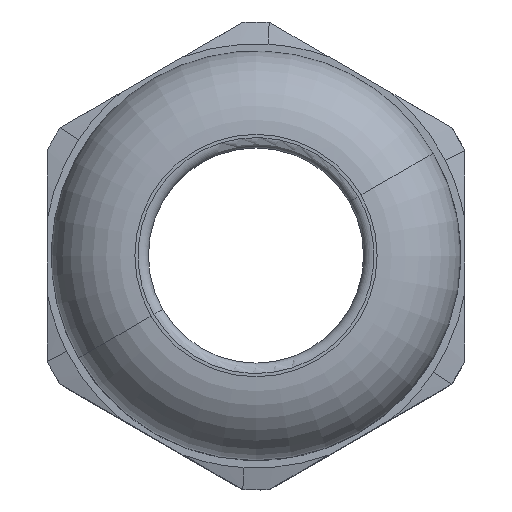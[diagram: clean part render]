
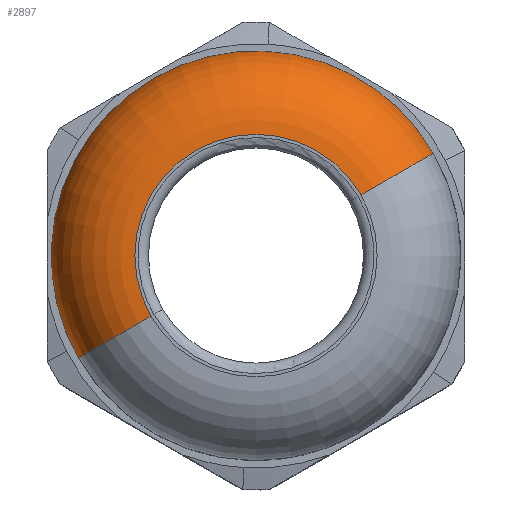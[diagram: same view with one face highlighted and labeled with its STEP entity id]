
A CAD part, top view. The second image highlights one B-rep face of the part: STEP entity #2897.
In plain terms, the highlighted toroidal (fillet/blend) face has major radius 5.8 mm and minor radius 4 mm.
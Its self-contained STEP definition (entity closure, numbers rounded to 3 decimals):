
#2857=AXIS2_PLACEMENT_3D('Circle Axis2P3D',#2855,#2856,$) ;
#2864=AXIS2_PLACEMENT_3D('Circle Axis2P3D',#2862,#2863,$) ;
#2884=AXIS2_PLACEMENT_3D('Torus Axis2P3D',#2881,#2882,#2883) ;
#2888=AXIS2_PLACEMENT_3D('Circle Axis2P3D',#2886,#2887,$) ;
#2751=CARTESIAN_POINT('Vertex',(18.487,16.1,31.054)) ;
#2758=CARTESIAN_POINT('Vertex',(1.513,6.3,31.054)) ;
#2779=CARTESIAN_POINT('Control Point',(18.487,16.1,31.054)) ;
#2780=CARTESIAN_POINT('Control Point',(17.717,17.433,31.054)) ;
#2781=CARTESIAN_POINT('Control Point',(16.686,18.615,31.054)) ;
#2782=CARTESIAN_POINT('Control Point',(15.432,19.577,31.054)) ;
#2783=CARTESIAN_POINT('Control Point',(12.615,20.958,31.054)) ;
#2784=CARTESIAN_POINT('Control Point',(9.484,21.171,31.054)) ;
#2785=CARTESIAN_POINT('Control Point',(7.917,20.965,31.054)) ;
#2786=CARTESIAN_POINT('Control Point',(4.949,19.949,31.054)) ;
#2787=CARTESIAN_POINT('Control Point',(2.585,17.886,31.054)) ;
#2788=CARTESIAN_POINT('Control Point',(1.623,16.632,31.054)) ;
#2789=CARTESIAN_POINT('Control Point',(0.242,13.815,31.054)) ;
#2790=CARTESIAN_POINT('Control Point',(0.029,10.684,31.054)) ;
#2791=CARTESIAN_POINT('Control Point',(0.235,9.117,31.054)) ;
#2792=CARTESIAN_POINT('Control Point',(0.743,7.633,31.054)) ;
#2793=CARTESIAN_POINT('Control Point',(1.513,6.3,31.054)) ;
#2855=CARTESIAN_POINT('Axis2P3D Location',(4.977,8.3,31.054)) ;
#2859=CARTESIAN_POINT('Vertex',(4.977,8.3,35.054)) ;
#2862=CARTESIAN_POINT('Axis2P3D Location',(15.023,14.1,31.054)) ;
#2866=CARTESIAN_POINT('Vertex',(15.023,14.1,35.054)) ;
#2881=CARTESIAN_POINT('Axis2P3D Location',(10.,11.2,31.054)) ;
#2886=CARTESIAN_POINT('Axis2P3D Location',(10.,11.2,35.054)) ;
#2856=DIRECTION('Axis2P3D Direction',(0.5,-0.866,0.)) ;
#2863=DIRECTION('Axis2P3D Direction',(-0.5,0.866,0.)) ;
#2882=DIRECTION('Axis2P3D Direction',(0.,0.,-1.)) ;
#2883=DIRECTION('Axis2P3D XDirection',(-0.866,-0.5,0.)) ;
#2887=DIRECTION('Axis2P3D Direction',(0.,0.,-1.)) ;
#2892=ORIENTED_EDGE('',*,*,#2868,.T.) ;
#2893=ORIENTED_EDGE('',*,*,#2794,.T.) ;
#2894=ORIENTED_EDGE('',*,*,#2861,.T.) ;
#2895=ORIENTED_EDGE('',*,*,#2890,.T.) ;
#2897=ADVANCED_FACE('M16_KA_MS\\MANIFOLD_SOLID_BREP #12016',(#2896),#2885,.T.) ;
#2778=B_SPLINE_CURVE_WITH_KNOTS('',5,(#2779,#2780,#2781,#2782,#2783,#2784,#2785,#2786,#2787,#2788,#2789,#2790,#2791,#2792,#2793),.UNSPECIFIED.,.F.,.U.,(6,3,3,3,6),(-15.394,-7.697,0.,7.697,15.394),.UNSPECIFIED.) ;
#2858=CIRCLE('generated circle',#2857,4.) ;
#2865=CIRCLE('generated circle',#2864,4.) ;
#2889=CIRCLE('generated circle',#2888,5.8) ;
#2885=TOROIDAL_SURFACE('homeo Torus',#2884,5.8,4.) ;
#2794=EDGE_CURVE('',#2752,#2759,#2778,.T.) ;
#2861=EDGE_CURVE('',#2759,#2860,#2858,.F.) ;
#2868=EDGE_CURVE('',#2867,#2752,#2865,.T.) ;
#2890=EDGE_CURVE('',#2860,#2867,#2889,.T.) ;
#2891=EDGE_LOOP('',(#2892,#2893,#2894,#2895)) ;
#2896=FACE_OUTER_BOUND('',#2891,.T.) ;
#2752=VERTEX_POINT('',#2751) ;
#2759=VERTEX_POINT('',#2758) ;
#2860=VERTEX_POINT('',#2859) ;
#2867=VERTEX_POINT('',#2866) ;
